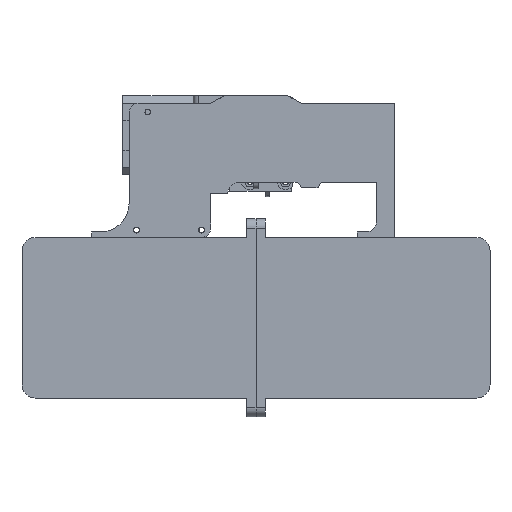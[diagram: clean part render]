
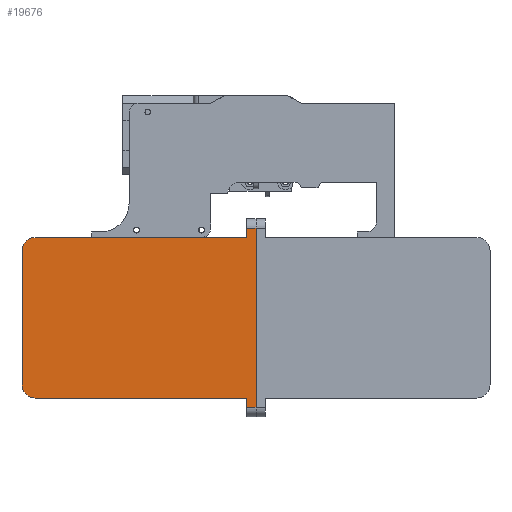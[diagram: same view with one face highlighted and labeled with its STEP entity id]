
A CAD part, front view. The second image highlights one B-rep face of the part: STEP entity #19676.
In plain terms, the highlighted planar face has unit normal (0, -1, 0).
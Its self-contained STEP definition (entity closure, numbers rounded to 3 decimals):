
#912=PLANE('',#21266);
#1827=FACE_OUTER_BOUND('',#3052,.T.);
#3052=EDGE_LOOP('',(#16307,#16308,#16309,#16310,#16311,#16312,#16313,#16314,
#16315,#16316));
#4767=LINE('',#31476,#6801);
#4775=LINE('',#31495,#6809);
#4776=LINE('',#31499,#6810);
#4777=LINE('',#31501,#6811);
#4778=LINE('',#31503,#6812);
#4779=LINE('',#31505,#6813);
#4780=LINE('',#31507,#6814);
#4781=LINE('',#31508,#6815);
#6801=VECTOR('',#25248,10.);
#6809=VECTOR('',#25262,10.);
#6810=VECTOR('',#25265,10.);
#6811=VECTOR('',#25266,10.);
#6812=VECTOR('',#25267,10.);
#6813=VECTOR('',#25268,10.);
#6814=VECTOR('',#25269,10.);
#6815=VECTOR('',#25270,10.);
#8082=CIRCLE('',#21262,7.);
#8085=CIRCLE('',#21267,7.);
#9448=VERTEX_POINT('',#31469);
#9449=VERTEX_POINT('',#31471);
#9450=VERTEX_POINT('',#31475);
#9458=VERTEX_POINT('',#31494);
#9459=VERTEX_POINT('',#31496);
#9460=VERTEX_POINT('',#31498);
#9461=VERTEX_POINT('',#31500);
#9462=VERTEX_POINT('',#31502);
#9463=VERTEX_POINT('',#31504);
#9464=VERTEX_POINT('',#31506);
#11873=EDGE_CURVE('',#9448,#9449,#8082,.T.);
#11875=EDGE_CURVE('',#9449,#9450,#4767,.T.);
#11885=EDGE_CURVE('',#9458,#9448,#4775,.T.);
#11886=EDGE_CURVE('',#9459,#9458,#8085,.T.);
#11887=EDGE_CURVE('',#9460,#9459,#4776,.T.);
#11888=EDGE_CURVE('',#9461,#9460,#4777,.T.);
#11889=EDGE_CURVE('',#9462,#9461,#4778,.T.);
#11890=EDGE_CURVE('',#9463,#9462,#4779,.T.);
#11891=EDGE_CURVE('',#9463,#9464,#4780,.T.);
#11892=EDGE_CURVE('',#9450,#9464,#4781,.T.);
#16307=ORIENTED_EDGE('',*,*,#11873,.F.);
#16308=ORIENTED_EDGE('',*,*,#11885,.F.);
#16309=ORIENTED_EDGE('',*,*,#11886,.F.);
#16310=ORIENTED_EDGE('',*,*,#11887,.F.);
#16311=ORIENTED_EDGE('',*,*,#11888,.F.);
#16312=ORIENTED_EDGE('',*,*,#11889,.F.);
#16313=ORIENTED_EDGE('',*,*,#11890,.F.);
#16314=ORIENTED_EDGE('',*,*,#11891,.T.);
#16315=ORIENTED_EDGE('',*,*,#11892,.F.);
#16316=ORIENTED_EDGE('',*,*,#11875,.F.);
#19676=ADVANCED_FACE('',(#1827),#912,.T.);
#21262=AXIS2_PLACEMENT_3D('',#31472,#25243,#25244);
#21266=AXIS2_PLACEMENT_3D('',#31493,#25260,#25261);
#21267=AXIS2_PLACEMENT_3D('',#31497,#25263,#25264);
#25243=DIRECTION('center_axis',(0.,1.,0.));
#25244=DIRECTION('ref_axis',(-0.707,0.,0.707));
#25248=DIRECTION('',(1.,0.,0.));
#25260=DIRECTION('center_axis',(0.,-1.,0.));
#25261=DIRECTION('ref_axis',(0.,0.,-1.));
#25262=DIRECTION('',(0.,0.,1.));
#25263=DIRECTION('center_axis',(0.,1.,0.));
#25264=DIRECTION('ref_axis',(-0.707,0.,-0.707));
#25265=DIRECTION('',(-1.,0.,0.));
#25266=DIRECTION('',(0.,0.,1.));
#25267=DIRECTION('',(-1.,0.,0.));
#25268=DIRECTION('',(0.,0.,-1.));
#25269=DIRECTION('',(-1.,0.,0.));
#25270=DIRECTION('',(0.,0.,1.));
#31469=CARTESIAN_POINT('',(-124.8,-3.2,-61.563));
#31471=CARTESIAN_POINT('',(-117.8,-3.2,-54.563));
#31472=CARTESIAN_POINT('Origin',(-117.8,-3.2,-61.563));
#31475=CARTESIAN_POINT('',(-5.,-3.2,-54.563));
#31476=CARTESIAN_POINT('',(62.4,-3.2,-54.563));
#31493=CARTESIAN_POINT('Origin',(0.,-3.2,-97.363));
#31494=CARTESIAN_POINT('',(-124.8,-3.2,-133.163));
#31495=CARTESIAN_POINT('',(-124.8,-3.2,-75.963));
#31496=CARTESIAN_POINT('',(-117.8,-3.2,-140.163));
#31497=CARTESIAN_POINT('Origin',(-117.8,-3.2,-133.163));
#31498=CARTESIAN_POINT('',(-5.,-3.2,-140.163));
#31499=CARTESIAN_POINT('',(-62.4,-3.2,-140.163));
#31500=CARTESIAN_POINT('',(-5.,-3.2,-145.163));
#31501=CARTESIAN_POINT('',(-5.,-3.2,-121.263));
#31502=CARTESIAN_POINT('',(0.,-3.2,-145.163));
#31503=CARTESIAN_POINT('',(0.,-3.2,-145.163));
#31504=CARTESIAN_POINT('',(0.,-3.2,-49.563));
#31505=CARTESIAN_POINT('',(0.,-3.2,-97.363));
#31506=CARTESIAN_POINT('',(-5.,-3.2,-49.563));
#31507=CARTESIAN_POINT('',(0.,-3.2,-49.563));
#31508=CARTESIAN_POINT('',(-5.,-3.2,-75.963));
